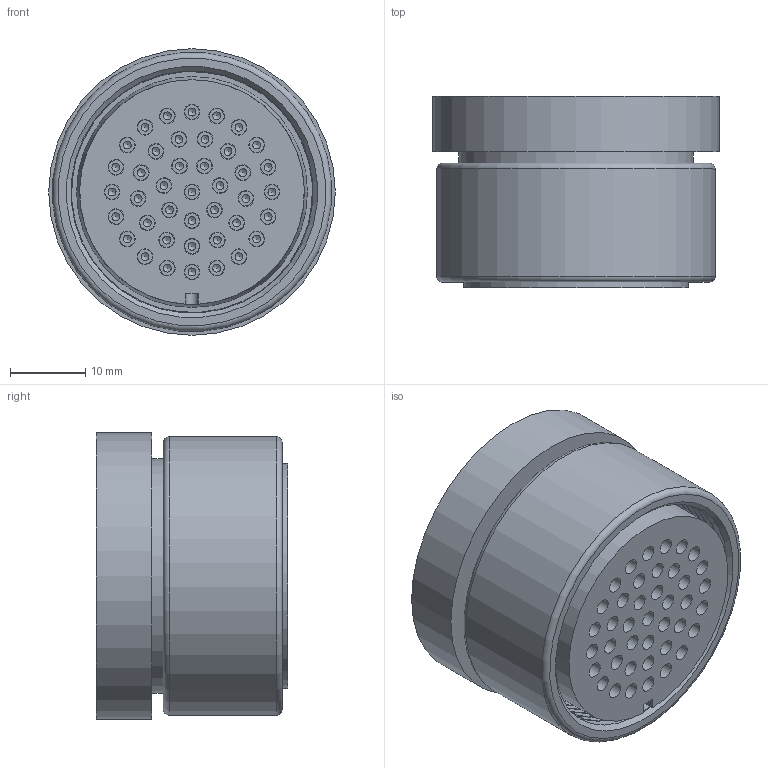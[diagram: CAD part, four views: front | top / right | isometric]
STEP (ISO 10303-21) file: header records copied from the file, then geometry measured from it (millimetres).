
FILE_DESCRIPTION(/* description */ ('Unknown'),/* implementation_level */ '2;1');
FILE_NAME(/* name */ 'FTACIR41V',/* time_stamp */ '2018-01-11T15:01:19-05:00',/* author */ ('Unknown'),/* organization */ ('Unknown'),/* preprocessor_version */ 'ST-DEVELOPER v16.7',/* originating_system */ 'DEX',/* authorisation */ $);
FILE_SCHEMA (('AUTOMOTIVE_DESIGN {1 0 10303 214 3 1 1}'));
Length unit declared in the file: inch
Products named in the file (1): FTACIR41V
Bounding box: 38 x 25.4 x 38 mm (x, y, z)
Volume: 21235.8 mm3; surface area: 21704.9 mm2
Topology: 1 solids, 1 shells, 1355 faces, 3235 edges, 2139 vertices
Faces by surface type: plane 644, cylinder 421, bspline 178, cone 100, sphere 10, torus 2
Full cylindrical faces by diameter (mm): 0.737 x41, 1.054 x41, 1.245 x41, 1.956 x82, 1.981 x2, 2.083 x82, 2.578 x41, 2.718 x41, 29.794 x1, 31.09 x1, 31.953 x8, 33.325 x9, 33.376 x1, 33.503 x1, 37.033 x1, 37.998 x1
Entity records: 54016 total; most frequent: CARTESIAN_POINT 17049, DIRECTION 5136, ORIENTED_EDGE 4964, EDGE_CURVE 2482, FACE_BOUND 2283, EDGE_LOOP 2201, AXIS2_PLACEMENT_3D 1993, VERTEX_POINT 1967
